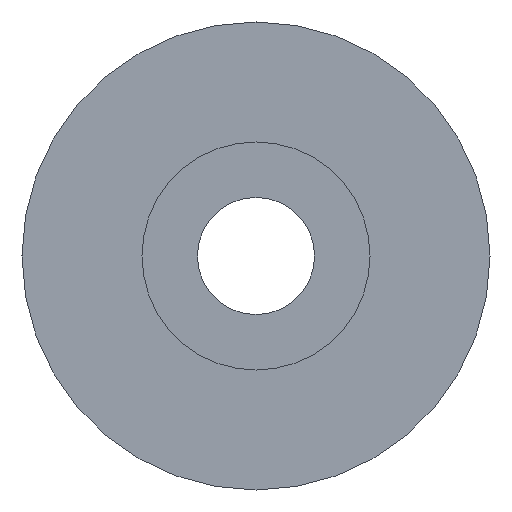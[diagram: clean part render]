
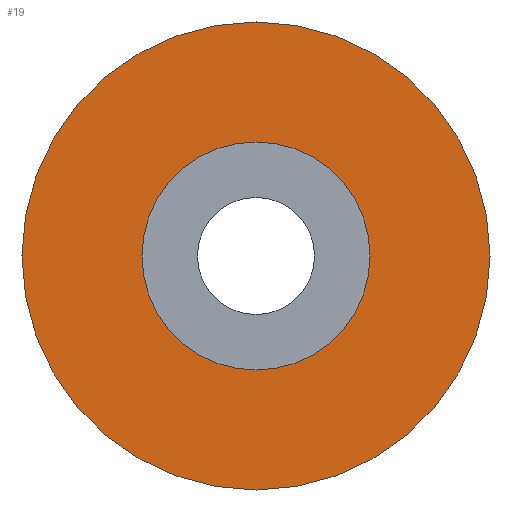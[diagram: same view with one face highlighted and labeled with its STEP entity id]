
A CAD part, front view. The second image highlights one B-rep face of the part: STEP entity #19.
In plain terms, the highlighted planar face has unit normal (0, -1, 0).
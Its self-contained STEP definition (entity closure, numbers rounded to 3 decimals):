
#7 = ORIENTED_EDGE ( 'NONE', *, *, #445, .F. ) ;
#19 = ADVANCED_FACE ( 'NONE', ( #416, #380 ), #304, .F. ) ;
#29 = DIRECTION ( 'NONE',  ( 0., 0., -1. ) ) ;
#34 = CARTESIAN_POINT ( 'NONE',  ( -10., 10., 0. ) ) ;
#47 = EDGE_LOOP ( 'NONE', ( #132, #247 ) ) ;
#65 = EDGE_CURVE ( 'NONE', #198, #217, #212, .T. ) ;
#73 = VERTEX_POINT ( 'NONE', #352 ) ;
#75 = DIRECTION ( 'NONE',  ( 0., 1., 0. ) ) ;
#93 = VERTEX_POINT ( 'NONE', #387 ) ;
#106 = CARTESIAN_POINT ( 'NONE',  ( 0., 10., 0. ) ) ;
#109 = DIRECTION ( 'NONE',  ( 0., 0., 1. ) ) ;
#110 = AXIS2_PLACEMENT_3D ( 'NONE', #159, #197, #328 ) ;
#132 = ORIENTED_EDGE ( 'NONE', *, *, #329, .T. ) ;
#143 = CIRCLE ( 'NONE', #432, 10. ) ;
#147 = DIRECTION ( 'NONE',  ( 0., -1., 0. ) ) ;
#156 = DIRECTION ( 'NONE',  ( 0., 0., -1. ) ) ;
#159 = CARTESIAN_POINT ( 'NONE',  ( 0., 10., 0. ) ) ;
#164 = EDGE_CURVE ( 'NONE', #73, #93, #143, .T. ) ;
#169 = CIRCLE ( 'NONE', #417, 4.875 ) ;
#170 = DIRECTION ( 'NONE',  ( 0., -1., 0. ) ) ;
#183 = CARTESIAN_POINT ( 'NONE',  ( 0., 10., 0. ) ) ;
#186 = CIRCLE ( 'NONE', #110, 10. ) ;
#197 = DIRECTION ( 'NONE',  ( 0., -1., 0. ) ) ;
#198 = VERTEX_POINT ( 'NONE', #426 ) ;
#212 = CIRCLE ( 'NONE', #258, 4.875 ) ;
#217 = VERTEX_POINT ( 'NONE', #363 ) ;
#247 = ORIENTED_EDGE ( 'NONE', *, *, #164, .T. ) ;
#258 = AXIS2_PLACEMENT_3D ( 'NONE', #183, #147, #309 ) ;
#304 = PLANE ( 'NONE',  #310 ) ;
#306 = EDGE_LOOP ( 'NONE', ( #355, #7 ) ) ;
#309 = DIRECTION ( 'NONE',  ( 0., 0., -1. ) ) ;
#310 = AXIS2_PLACEMENT_3D ( 'NONE', #34, #75, #109 ) ;
#328 = DIRECTION ( 'NONE',  ( 0., 0., -1. ) ) ;
#329 = EDGE_CURVE ( 'NONE', #93, #73, #186, .T. ) ;
#352 = CARTESIAN_POINT ( 'NONE',  ( 0., 10., 10. ) ) ;
#353 = CARTESIAN_POINT ( 'NONE',  ( 0., 10., 0. ) ) ;
#355 = ORIENTED_EDGE ( 'NONE', *, *, #65, .F. ) ;
#359 = DIRECTION ( 'NONE',  ( 0., -1., 0. ) ) ;
#363 = CARTESIAN_POINT ( 'NONE',  ( 0., 10., 4.875 ) ) ;
#380 = FACE_OUTER_BOUND ( 'NONE', #47, .T. ) ;
#387 = CARTESIAN_POINT ( 'NONE',  ( 0., 10., -10. ) ) ;
#416 = FACE_BOUND ( 'NONE', #306, .T. ) ;
#417 = AXIS2_PLACEMENT_3D ( 'NONE', #106, #170, #29 ) ;
#426 = CARTESIAN_POINT ( 'NONE',  ( 0., 10., -4.875 ) ) ;
#432 = AXIS2_PLACEMENT_3D ( 'NONE', #353, #359, #156 ) ;
#445 = EDGE_CURVE ( 'NONE', #217, #198, #169, .T. ) ;
